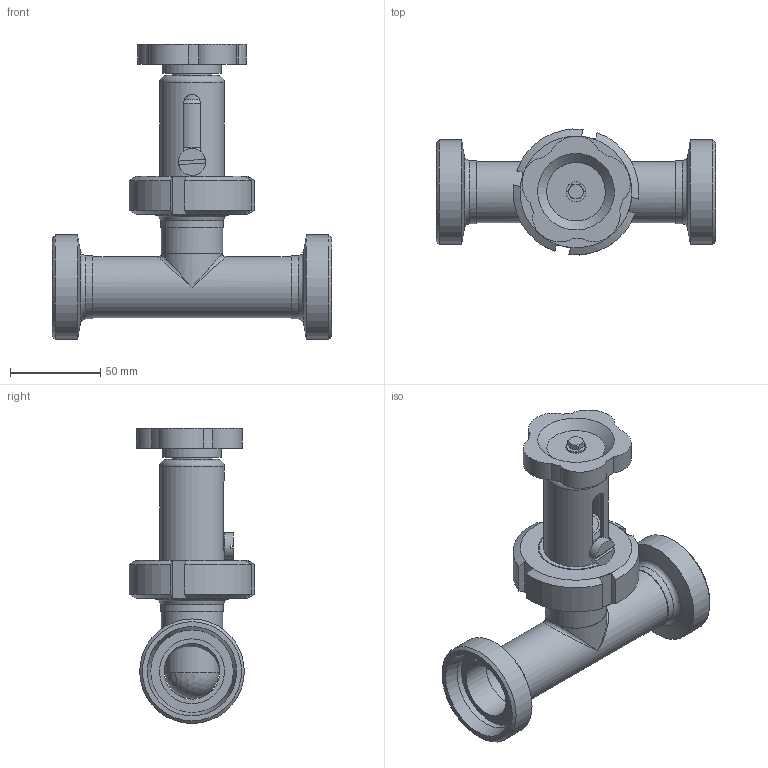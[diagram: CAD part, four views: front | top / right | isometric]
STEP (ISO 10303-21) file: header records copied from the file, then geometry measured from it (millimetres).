
FILE_DESCRIPTION((''),'2;1');
FILE_NAME('65200032X201.stp','2010-09-10T09:28:56',('Creator'),(''),'Autodesk Inventor 2010','Autodesk Inventor 2010','');
FILE_SCHEMA(('AUTOMOTIVE_DESIGN { 1 0 10303 214 1 1 1 1 }'));
Length unit declared in the file: millimetre
Products named in the file (1): 65200032X201
Bounding box: 155 x 69.9 x 163.7 mm (x, y, z)
Surface area: 118501.4 mm2 (no closed solid volume)
Topology: 0 solids, 16 shells, 210 faces, 440 edges, 271 vertices
Faces by surface type: plane 94, cylinder 67, cone 35, bspline 12, torus 1, sphere 1
Full cylindrical faces by diameter (mm): 4.134 x3, 4.567 x1, 5 x1, 5.3 x1, 6 x1, 6.7 x1, 8 x1, 11 x2, 11.1 x1, 12 x1, 13.9 x1, 14 x1, 15 x1, 16 x2, 17 x1, 22 x3, 25 x2, 30 x1, 30.5 x2, 31 x6, 32.5 x1, 34 x2, 35 x3, 36 x4, 36.8 x1, 41 x1, 42 x1, 45.8 x3, 54.19 x1, 58 x3
Entity records: 6341 total; most frequent: CARTESIAN_POINT 2214, DIRECTION 858, ORIENTED_EDGE 674, AXIS2_PLACEMENT_3D 382, EDGE_LOOP 344, EDGE_CURVE 337, VERTEX_POINT 261, FACE_OUTER_BOUND 210
